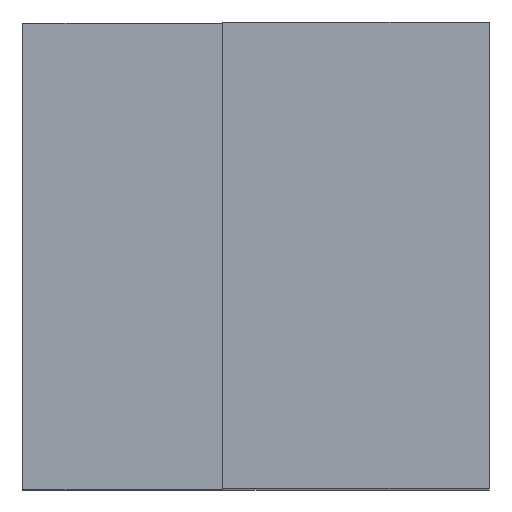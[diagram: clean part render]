
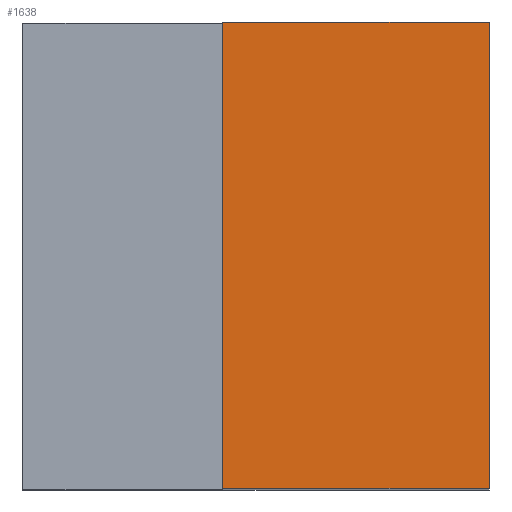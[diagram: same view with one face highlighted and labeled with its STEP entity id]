
A CAD part, top view. The second image highlights one B-rep face of the part: STEP entity #1638.
In plain terms, the highlighted planar face has unit normal (0, 0, 1).
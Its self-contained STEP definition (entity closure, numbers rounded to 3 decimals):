
#132 = DIRECTION ( 'NONE',  ( 1., 0., 0. ) ) ;
#133 = DIRECTION ( 'NONE',  ( 0., 0., 1. ) ) ;
#135 = PLANE ( 'NONE',  #1782 ) ;
#136 = FACE_OUTER_BOUND ( 'NONE', #863, .T. ) ;
#148 = CARTESIAN_POINT ( 'NONE',  ( 3.5, -3.5, 14. ) ) ;
#170 = VECTOR ( 'NONE', #735, 1000. ) ;
#179 = VECTOR ( 'NONE', #730, 1000. ) ;
#182 = VECTOR ( 'NONE', #741, 1000. ) ;
#183 = VECTOR ( 'NONE', #716, 1000. ) ;
#243 = EDGE_CURVE ( 'NONE', #766, #776, #752, .T. ) ;
#245 = EDGE_CURVE ( 'NONE', #769, #766, #739, .T. ) ;
#247 = EDGE_CURVE ( 'NONE', #772, #769, #740, .T. ) ;
#251 = EDGE_CURVE ( 'NONE', #776, #772, #724, .T. ) ;
#619 = CARTESIAN_POINT ( 'NONE',  ( -0.5, -3.5, 14. ) ) ;
#623 = CARTESIAN_POINT ( 'NONE',  ( 3.5, -3.5, 14. ) ) ;
#626 = CARTESIAN_POINT ( 'NONE',  ( 3.5, 3.5, 14. ) ) ;
#631 = CARTESIAN_POINT ( 'NONE',  ( -0.5, 3.5, 14. ) ) ;
#716 = DIRECTION ( 'NONE',  ( 1., 0., 0. ) ) ;
#717 = CARTESIAN_POINT ( 'NONE',  ( -0.5, -3.5, 14. ) ) ;
#724 = LINE ( 'NONE', #717, #183 ) ;
#730 = DIRECTION ( 'NONE',  ( 0., 1., 0. ) ) ;
#731 = CARTESIAN_POINT ( 'NONE',  ( 3.5, -3.5, 14. ) ) ;
#735 = DIRECTION ( 'NONE',  ( -1., 0., 0. ) ) ;
#739 = LINE ( 'NONE', #742, #170 ) ;
#740 = LINE ( 'NONE', #731, #179 ) ;
#741 = DIRECTION ( 'NONE',  ( 0., -1., 0. ) ) ;
#742 = CARTESIAN_POINT ( 'NONE',  ( 3.5, 3.5, 14. ) ) ;
#743 = CARTESIAN_POINT ( 'NONE',  ( -0.5, 3.5, 14. ) ) ;
#752 = LINE ( 'NONE', #743, #182 ) ;
#766 = VERTEX_POINT ( 'NONE', #631 ) ;
#769 = VERTEX_POINT ( 'NONE', #626 ) ;
#772 = VERTEX_POINT ( 'NONE', #623 ) ;
#776 = VERTEX_POINT ( 'NONE', #619 ) ;
#863 = EDGE_LOOP ( 'NONE', ( #1592, #1571, #1572, #1499 ) ) ;
#1499 = ORIENTED_EDGE ( 'NONE', *, *, #243, .T. ) ;
#1571 = ORIENTED_EDGE ( 'NONE', *, *, #247, .T. ) ;
#1572 = ORIENTED_EDGE ( 'NONE', *, *, #245, .T. ) ;
#1592 = ORIENTED_EDGE ( 'NONE', *, *, #251, .T. ) ;
#1638 = ADVANCED_FACE ( 'NONE', ( #136 ), #135, .T. ) ;
#1782 = AXIS2_PLACEMENT_3D ( 'NONE', #148, #133, #132 ) ;
